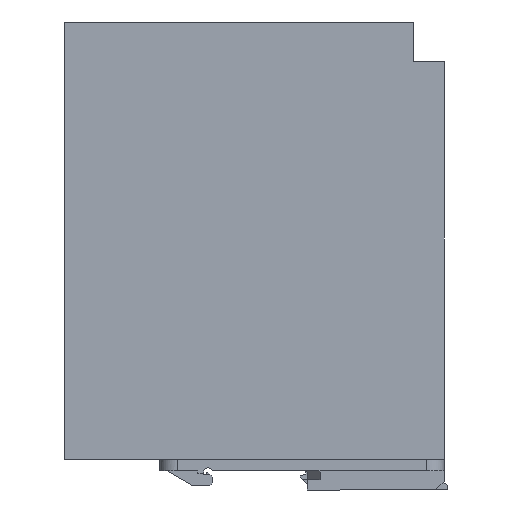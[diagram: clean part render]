
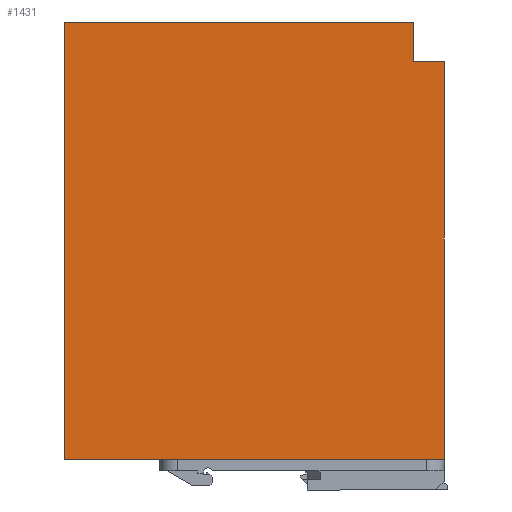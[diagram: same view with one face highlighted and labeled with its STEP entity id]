
A CAD part, left-side view. The second image highlights one B-rep face of the part: STEP entity #1431.
In plain terms, the highlighted planar face has unit normal (-1, 0, 0).
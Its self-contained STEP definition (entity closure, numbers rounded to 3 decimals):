
#1395=AXIS2_PLACEMENT_3D('Plane Axis2P3D',#1392,#1393,#1394) ;
#137=CARTESIAN_POINT('Vertex',(0.,1.2,10.5)) ;
#153=CARTESIAN_POINT('Vertex',(0.,1.2,146.5)) ;
#156=CARTESIAN_POINT('Line Origine',(0.,1.2,78.5)) ;
#1331=CARTESIAN_POINT('Vertex',(0.,11.6,146.5)) ;
#1334=CARTESIAN_POINT('Line Origine',(0.,6.4,146.5)) ;
#1392=CARTESIAN_POINT('Axis2P3D Location',(0.,0.,0.)) ;
#1397=CARTESIAN_POINT('Line Origine',(0.,131.2,85.25)) ;
#1401=CARTESIAN_POINT('Vertex',(0.,131.2,10.5)) ;
#1403=CARTESIAN_POINT('Vertex',(0.,131.2,160.)) ;
#1406=CARTESIAN_POINT('Line Origine',(0.,66.2,10.5)) ;
#1411=CARTESIAN_POINT('Line Origine',(0.,11.6,153.25)) ;
#1415=CARTESIAN_POINT('Vertex',(0.,11.6,160.)) ;
#1418=CARTESIAN_POINT('Line Origine',(0.,71.4,160.)) ;
#157=DIRECTION('Vector Direction',(0.,0.,1.)) ;
#1335=DIRECTION('Vector Direction',(0.,1.,0.)) ;
#1393=DIRECTION('Axis2P3D Direction',(-1.,0.,0.)) ;
#1394=DIRECTION('Axis2P3D XDirection',(0.,0.,1.)) ;
#1398=DIRECTION('Vector Direction',(0.,0.,1.)) ;
#1407=DIRECTION('Vector Direction',(0.,-1.,0.)) ;
#1412=DIRECTION('Vector Direction',(0.,0.,1.)) ;
#1419=DIRECTION('Vector Direction',(0.,1.,0.)) ;
#158=VECTOR('Line Direction',#157,1.) ;
#1336=VECTOR('Line Direction',#1335,1.) ;
#1399=VECTOR('Line Direction',#1398,1.) ;
#1408=VECTOR('Line Direction',#1407,1.) ;
#1413=VECTOR('Line Direction',#1412,1.) ;
#1420=VECTOR('Line Direction',#1419,1.) ;
#1424=ORIENTED_EDGE('',*,*,#1405,.F.) ;
#1425=ORIENTED_EDGE('',*,*,#1410,.T.) ;
#1426=ORIENTED_EDGE('',*,*,#160,.T.) ;
#1427=ORIENTED_EDGE('',*,*,#1338,.T.) ;
#1428=ORIENTED_EDGE('',*,*,#1417,.T.) ;
#1429=ORIENTED_EDGE('',*,*,#1422,.F.) ;
#1431=ADVANCED_FACE('GEHAEUSE',(#1430),#1396,.T.) ;
#160=EDGE_CURVE('',#138,#154,#159,.T.) ;
#1338=EDGE_CURVE('',#154,#1332,#1337,.T.) ;
#1405=EDGE_CURVE('',#1402,#1404,#1400,.T.) ;
#1410=EDGE_CURVE('',#1402,#138,#1409,.T.) ;
#1417=EDGE_CURVE('',#1332,#1416,#1414,.T.) ;
#1422=EDGE_CURVE('',#1404,#1416,#1421,.F.) ;
#1423=EDGE_LOOP('',(#1424,#1425,#1426,#1427,#1428,#1429)) ;
#1430=FACE_OUTER_BOUND('',#1423,.T.) ;
#159=LINE('Line',#156,#158) ;
#1337=LINE('Line',#1334,#1336) ;
#1400=LINE('Line',#1397,#1399) ;
#1409=LINE('Line',#1406,#1408) ;
#1414=LINE('Line',#1411,#1413) ;
#1421=LINE('Line',#1418,#1420) ;
#1396=PLANE('',#1395) ;
#138=VERTEX_POINT('',#137) ;
#154=VERTEX_POINT('',#153) ;
#1332=VERTEX_POINT('',#1331) ;
#1402=VERTEX_POINT('',#1401) ;
#1404=VERTEX_POINT('',#1403) ;
#1416=VERTEX_POINT('',#1415) ;
